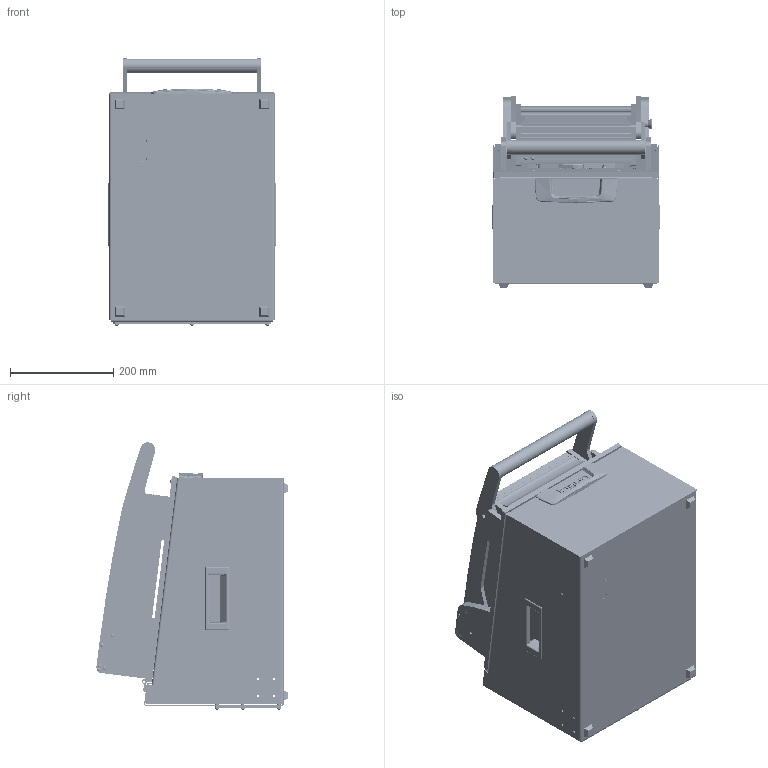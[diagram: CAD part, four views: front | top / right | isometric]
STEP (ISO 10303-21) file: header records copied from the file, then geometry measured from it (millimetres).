
FILE_DESCRIPTION (( 'STEP AP203' ), '1' );
FILE_NAME ('INGUN_33420.STEP', '2023-07-10T09:47:24', ( '' ), ( '' ), 'SwSTEP 2.0', 'SolidWorks 2021', '' );
FILE_SCHEMA (( 'CONFIG_CONTROL_DESIGN' ));
Length unit declared in the file: millimetre
Products named in the file (94): DIN6325~n_02,0m6x020; 30955~0_S; 112086~2_S; 109933~0_KUNDE<S>; 114566~0_S; 31109~0; 20901~0_flexibel<Standard>; 39892~7_KUNDE<S>; 31767~3_S; 112064~0_S; DIN985-A2~n_M05,0; 36201~3_S; 39891~3_KUNDE<S>; 20902~0; 32724~1; DIN125~n_05,3 M05,0 Fase; K_02037~0; DIN6325~n_03,0m6x010; 31253~0_S; 109948~0_KUNDE<S>; DIN125~n_06,4 M06,0 Fase; 111995~2_S; 30758_01~0_S; DIN912~n_M04,0x012; 36177~2; ASR~asr_拱04,2x07x拌8; 3521~0_Spring Pin ISO 8752 - 3 x 16 - St; 114908~0_S; 8804~0; 109950~0_KUNDE<S>; 114919~0_S; 55713~1_KUNDE<S>; 32578~1_S; K_02038~0; 32587~6_S; ISO7380~n_M04,0x020; 2281~0_180ø<Standard>; 53837~3_KUNDE<S>; DIN7991~n_M03,0x016 VA; 40569~1_S ...
Assembly tree (203 placements, depth 6):
  INGUN_33420
    114908~0_S
      33478~2
      30758~0_S  x2
        30758_01~0_S
        30758_02~0_S
        38564~0
      20902~0
      20901~0_flexibel<Standard>
        20901~0_ohne Schiebeteil<Standard>
        20901_01~0
      2720~0  x4
      53032~0_S
      32171~0_S
      32462~0_S
      35334~0_S
      8804~0
      DIN7991~n_M05,0x016
      DIN985-A2~n_M05,0  x3
      DIN7991~n_M05,0x012  x2
      DIN125~n_05,3 M05,0 Fase  x2
    36170~12_KUNDE<S>
      109769~1_S
        36174~15
        36175~4_S
        35662~11_S
        35663~9_S
        2281~0_180ø<Standard>  x2
          2281~0
        112064~0_S  x2
        53031~0_S
        35649~1_S
        37189~1_S
        31253~0_S
        30955~0_S
        30915~0
        ASR~asr_拱04,2x07x拌8  x2
        2528~0  x2
        31109~0
        36201~3_S
        DIN7991~n_M05,0x020  x6
        DIN6325~n_04,0m6x016  x2
        DIN6325~n_03,0m6x010  x4
        DIN7991~n_M05,0x016  x12
        DIN125~n_05,3 M05,0 Fase  x4
        DIN985-A2~n_M05,0  x4
        DIN6325~n_04,0m6x024
        DIN7991~n_M03,0x016 VA  x2
        DIN912~n_M04,0x012
        DIN6325~n_02,0m6x020
        ISO7380~n_M05,0x008  x2
        114566~0_S  x2
          112087~1_S
            111995~2_S
            112086~2_S
            DIN125~n_05,3 M05,0 Fase
          49317~0
          DIN912~n_M04,0x016
          DIN125~n_04,3 M04,0
          DIN125~n_06,4 M06,0 Fase
Bounding box: 324.6 x 370.02 x 517.32 mm (x, y, z)
Volume: 4165719.6 mm3; surface area: 2367012 mm2
Topology: 213 solids, 213 shells, 5251 faces, 13184 edges, 8380 vertices
Faces by surface type: cylinder 2131, plane 2020, cone 691, bspline 222, sphere 96, torus 91
Entity records: 115557 total; most frequent: CARTESIAN_POINT 26246, DIRECTION 16624, ORIENTED_EDGE 15480, EDGE_CURVE 7740, AXIS2_PLACEMENT_3D 6220, VERTEX_POINT 4979, VECTOR 4184, LINE 4184
